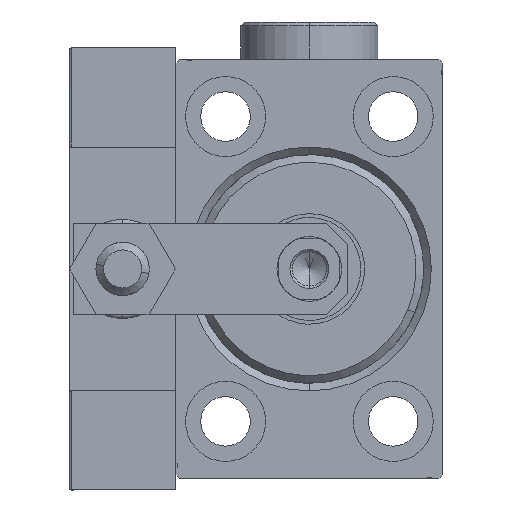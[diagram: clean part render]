
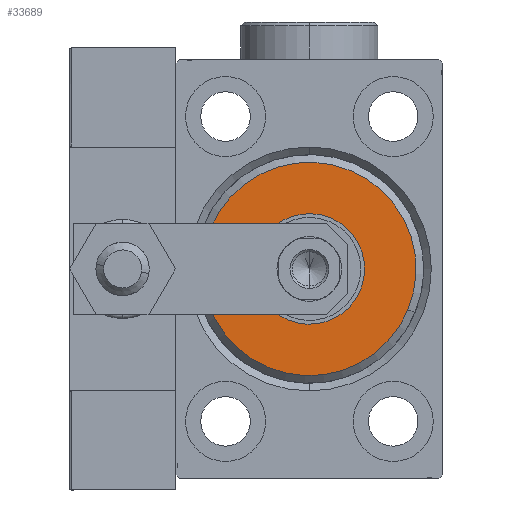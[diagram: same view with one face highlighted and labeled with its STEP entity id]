
A CAD part, left-side view. The second image highlights one B-rep face of the part: STEP entity #33689.
In plain terms, the highlighted face is planar.
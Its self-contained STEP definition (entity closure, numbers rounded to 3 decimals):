
#527 = CARTESIAN_POINT ( 'NONE',  ( 3., 0., -7.25 ) ) ;
#4331 = CARTESIAN_POINT ( 'NONE',  ( 3., 0., 0. ) ) ;
#5265 = AXIS2_PLACEMENT_3D ( 'NONE', #26523, #37472, #6677 ) ;
#6636 = ORIENTED_EDGE ( 'NONE', *, *, #35623, .F. ) ;
#6677 = DIRECTION ( 'NONE',  ( 0., 0., -1. ) ) ;
#10492 = CIRCLE ( 'NONE', #39616, 7.25 ) ;
#11513 = CARTESIAN_POINT ( 'NONE',  ( 3., 0., 14. ) ) ;
#11651 = CARTESIAN_POINT ( 'NONE',  ( 3., 0., 0. ) ) ;
#12864 = DIRECTION ( 'NONE',  ( 0., 0., -1. ) ) ;
#15063 = DIRECTION ( 'NONE',  ( 1., 0., 0. ) ) ;
#16406 = AXIS2_PLACEMENT_3D ( 'NONE', #29535, #48306, #12864 ) ;
#17186 = EDGE_CURVE ( 'NONE', #49283, #50770, #10492, .T. ) ;
#18707 = EDGE_CURVE ( 'NONE', #18967, #48936, #47179, .T. ) ;
#18967 = VERTEX_POINT ( 'NONE', #11513 ) ;
#19398 = AXIS2_PLACEMENT_3D ( 'NONE', #4331, #20272, #48154 ) ;
#20272 = DIRECTION ( 'NONE',  ( 1., 0., 0. ) ) ;
#26523 = CARTESIAN_POINT ( 'NONE',  ( 3., 0., 0. ) ) ;
#26804 = FACE_BOUND ( 'NONE', #41148, .T. ) ;
#29411 = EDGE_LOOP ( 'NONE', ( #41248, #39780 ) ) ;
#29535 = CARTESIAN_POINT ( 'NONE',  ( 3., 0., 0. ) ) ;
#30727 = CARTESIAN_POINT ( 'NONE',  ( 3., 0., 7.25 ) ) ;
#31301 = CARTESIAN_POINT ( 'NONE',  ( 3., 0., -14. ) ) ;
#31728 = DIRECTION ( 'NONE',  ( 0., 0., -1. ) ) ;
#33689 = ADVANCED_FACE ( 'NONE', ( #47377, #26804 ), #51028, .T. ) ;
#34548 = ORIENTED_EDGE ( 'NONE', *, *, #17186, .F. ) ;
#34692 = EDGE_CURVE ( 'NONE', #48936, #18967, #43520, .T. ) ;
#35623 = EDGE_CURVE ( 'NONE', #50770, #49283, #45250, .T. ) ;
#36431 = CARTESIAN_POINT ( 'NONE',  ( 3., 0., 0. ) ) ;
#36943 = DIRECTION ( 'NONE',  ( 1., 0., 0. ) ) ;
#37472 = DIRECTION ( 'NONE',  ( 1., 0., 0. ) ) ;
#39314 = AXIS2_PLACEMENT_3D ( 'NONE', #11651, #15063, #31728 ) ;
#39616 = AXIS2_PLACEMENT_3D ( 'NONE', #36431, #36943, #45017 ) ;
#39780 = ORIENTED_EDGE ( 'NONE', *, *, #34692, .T. ) ;
#41148 = EDGE_LOOP ( 'NONE', ( #6636, #34548 ) ) ;
#41248 = ORIENTED_EDGE ( 'NONE', *, *, #18707, .T. ) ;
#43520 = CIRCLE ( 'NONE', #19398, 14. ) ;
#45017 = DIRECTION ( 'NONE',  ( 0., 0., -1. ) ) ;
#45250 = CIRCLE ( 'NONE', #5265, 7.25 ) ;
#47179 = CIRCLE ( 'NONE', #16406, 14. ) ;
#47377 = FACE_OUTER_BOUND ( 'NONE', #29411, .T. ) ;
#48154 = DIRECTION ( 'NONE',  ( 0., 0., -1. ) ) ;
#48306 = DIRECTION ( 'NONE',  ( 1., 0., 0. ) ) ;
#48936 = VERTEX_POINT ( 'NONE', #31301 ) ;
#49283 = VERTEX_POINT ( 'NONE', #30727 ) ;
#50770 = VERTEX_POINT ( 'NONE', #527 ) ;
#51028 = PLANE ( 'NONE',  #39314 ) ;
